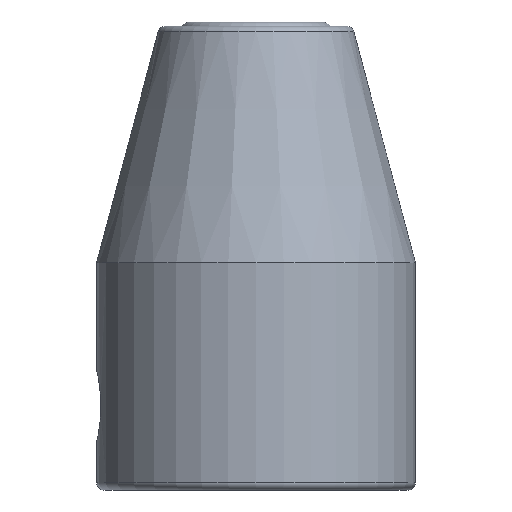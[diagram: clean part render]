
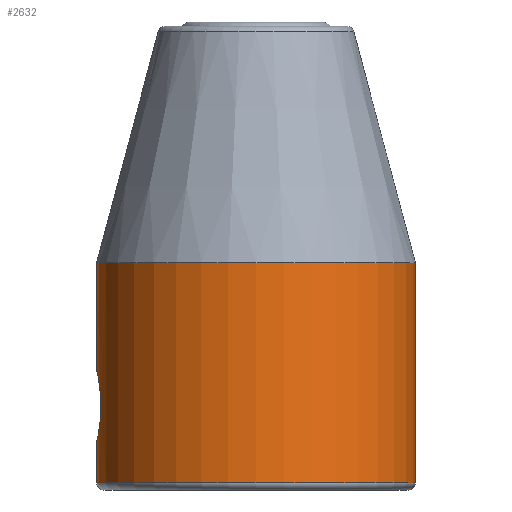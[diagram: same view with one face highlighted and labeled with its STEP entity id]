
A CAD part, left-side view. The second image highlights one B-rep face of the part: STEP entity #2632.
In plain terms, the highlighted cylindrical face has radius 11 mm (diameter 22 mm), a partial arc.
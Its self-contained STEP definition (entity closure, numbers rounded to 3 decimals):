
#2135=CARTESIAN_POINT('',(0.,0.,-0.5));
#2136=DIRECTION('',(0.,0.,1.));
#2137=DIRECTION('',(0.,-1.,0.));
#2138=AXIS2_PLACEMENT_3D('',#2135,#2136,#2137);
#2143=CARTESIAN_POINT('',(0.,11.,-8.3));
#2144=CARTESIAN_POINT('',(0.174,11.,-8.3));
#2145=CARTESIAN_POINT('',(0.514,10.992,
-8.265));
#2146=CARTESIAN_POINT('',(1.026,10.956,-8.1));
#2147=CARTESIAN_POINT('',(1.468,10.904,-7.843));
#2148=CARTESIAN_POINT('',(1.827,10.849,-7.529));
#2149=CARTESIAN_POINT('',(2.129,10.793,-7.141));
#2150=CARTESIAN_POINT('',(2.351,10.746,-6.7));
#2151=CARTESIAN_POINT('',(2.483,10.716,-6.207));
#2152=CARTESIAN_POINT('',(2.514,10.709,-5.74));
#2153=CARTESIAN_POINT('',(2.457,10.722,-5.253));
#2154=CARTESIAN_POINT('',(2.299,10.758,-4.776));
#2155=CARTESIAN_POINT('',(2.059,10.807,-4.355));
#2156=CARTESIAN_POINT('',(1.75,10.862,-3.993));
#2157=CARTESIAN_POINT('',(1.375,10.916,-3.694));
#2158=CARTESIAN_POINT('',(0.947,10.962,
-3.469));
#2159=CARTESIAN_POINT('',(0.466,10.994,
-3.328));
#2160=CARTESIAN_POINT('',(0.156,11.,-3.3));
#2161=CARTESIAN_POINT('',(0.,11.,-3.3));
#2166=CARTESIAN_POINT('',(0.,0.,-15.688));
#2167=DIRECTION('',(0.,0.,-1.));
#2168=DIRECTION('',(0.,1.,0.));
#2169=AXIS2_PLACEMENT_3D('',#2166,#2167,#2168);
#2198=DIRECTION('',(0.,0.,1.));
#2199=VECTOR('',#2198,15.188);
#2200=CARTESIAN_POINT('',(0.,-11.,-15.688));
#2201=LINE('',#2200,#2199);
#2213=DIRECTION('',(0.,0.,1.));
#2214=VECTOR('',#2213,7.388);
#2215=CARTESIAN_POINT('',(0.,11.,-15.688));
#2216=LINE('',#2215,#2214);
#2243=DIRECTION('',(0.,0.,1.));
#2244=VECTOR('',#2243,2.8);
#2245=CARTESIAN_POINT('',(0.,11.,-3.3));
#2246=LINE('',#2245,#2244);
#2518=VERTEX_POINT('',#2143);
#2519=VERTEX_POINT('',#2161);
#2520=CARTESIAN_POINT('',(0.,11.,-15.688));
#2521=VERTEX_POINT('',#2520);
#2534=CARTESIAN_POINT('',(0.,-11.,-0.5));
#2535=CARTESIAN_POINT('',(0.,11.,-0.5));
#2536=VERTEX_POINT('',#2534);
#2537=VERTEX_POINT('',#2535);
#2538=CARTESIAN_POINT('',(0.,-11.,-15.688));
#2539=VERTEX_POINT('',#2538);
#2614=CARTESIAN_POINT('',(0.,0.,1.6));
#2615=DIRECTION('',(0.,0.,-1.));
#2616=DIRECTION('',(0.,-1.,0.));
#2617=AXIS2_PLACEMENT_3D('',#2614,#2615,#2616);
#2618=CYLINDRICAL_SURFACE('',#2617,11.);
#2620=ORIENTED_EDGE('',*,*,#2619,.T.);
#2622=ORIENTED_EDGE('',*,*,#2621,.F.);
#2623=ORIENTED_EDGE('',*,*,#2600,.F.);
#2625=ORIENTED_EDGE('',*,*,#2624,.F.);
#2627=ORIENTED_EDGE('',*,*,#2626,.T.);
#2629=ORIENTED_EDGE('',*,*,#2628,.T.);
#2630=EDGE_LOOP('',(#2620,#2622,#2623,#2625,#2627,#2629));
#2631=FACE_OUTER_BOUND('',#2630,.F.);
#2632=ADVANCED_FACE('',(#2631),#2618,.T.);
#2139=CIRCLE('',#2138,11.);
#2162=B_SPLINE_CURVE_WITH_KNOTS('',3,(#2143,#2144,#2145,#2146,#2147,#2148,#2149,
#2150,#2151,#2152,#2153,#2154,#2155,#2156,#2157,#2158,#2159,#2160,#2161),
.UNSPECIFIED.,.F.,.F.,(4,1,1,1,1,1,1,1,1,1,1,1,1,1,1,1,4),(0.,0.063,0.125,
0.188,0.25,0.313,0.375,0.438,0.5,0.563,0.625,0.688,
0.75,0.813,0.875,0.938,1.),.UNSPECIFIED.);
#2170=CIRCLE('',#2169,11.);
#2600=EDGE_CURVE('',#2518,#2519,#2162,.T.);
#2619=EDGE_CURVE('',#2536,#2537,#2139,.T.);
#2621=EDGE_CURVE('',#2519,#2537,#2246,.T.);
#2624=EDGE_CURVE('',#2521,#2518,#2216,.T.);
#2626=EDGE_CURVE('',#2521,#2539,#2170,.T.);
#2628=EDGE_CURVE('',#2539,#2536,#2201,.T.);
